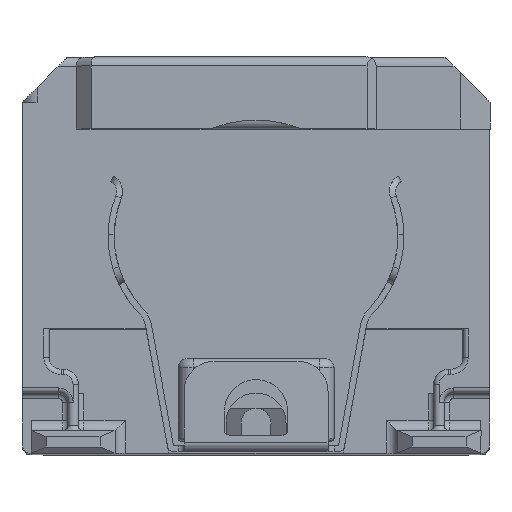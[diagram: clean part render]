
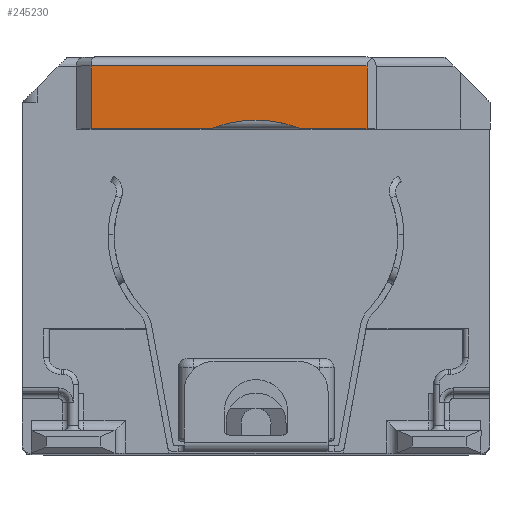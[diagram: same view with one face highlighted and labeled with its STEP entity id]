
A CAD part, top view. The second image highlights one B-rep face of the part: STEP entity #245230.
In plain terms, the highlighted planar face has unit normal (0, 0, 1).
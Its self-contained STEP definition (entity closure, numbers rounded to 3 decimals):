
#126180=CARTESIAN_POINT('',(-5.5,7.53,47.36));
#126190=VERTEX_POINT('',#126180);
#176170=CARTESIAN_POINT('',(-1.52,5.43,47.36));
#176180=VERTEX_POINT('',#176170);
#176210=CARTESIAN_POINT('',(0.,1.73,47.36)
);
#176220=DIRECTION('',(0.,0.,1.));
#176230=DIRECTION('',(-1.,0.,0.));
#176240=AXIS2_PLACEMENT_3D('',#176210,#176220,#176230);
#176250=CIRCLE('',#176240,4.);
#176260=CARTESIAN_POINT('',(1.52,5.43,47.36));
#176270=VERTEX_POINT('',#176260);
#176280=EDGE_CURVE('',#176270,#176180,#176250,.T.);
#176550=CARTESIAN_POINT('',(-5.5,5.43,47.36));
#176560=VERTEX_POINT('',#176550);
#176610=CARTESIAN_POINT('',(-5.5,5.43,47.36));
#176620=DIRECTION('',(0.,1.,0.));
#176630=VECTOR('',#176620,1000.);
#176640=LINE('',#176610,#176630);
#176650=EDGE_CURVE('',#176560,#126190,#176640,.T.);
#176820=CARTESIAN_POINT('',(4.,7.53,47.36));
#176830=DIRECTION('',(1.,0.,0.));
#176840=VECTOR('',#176830,1000.);
#176850=LINE('',#176820,#176840);
#176860=CARTESIAN_POINT('',(3.7,7.53,47.36));
#176870=VERTEX_POINT('',#176860);
#176880=EDGE_CURVE('',#126190,#176870,#176850,.T.);
#177220=CARTESIAN_POINT('',(3.7,5.43,47.36));
#177230=VERTEX_POINT('',#177220);
#177260=CARTESIAN_POINT('',(3.7,5.43,47.36));
#177270=DIRECTION('',(0.,-1.,0.));
#177280=VECTOR('',#177270,1000.);
#177290=LINE('',#177260,#177280);
#177300=EDGE_CURVE('',#176870,#177230,#177290,.T.);
#184440=CARTESIAN_POINT('',(4.,5.43,47.36));
#184450=DIRECTION('',(-1.,0.,0.));
#184460=VECTOR('',#184450,1000.);
#184470=LINE('',#184440,#184460);
#184480=EDGE_CURVE('',#176180,#176560,#184470,.T.);
#245050=CARTESIAN_POINT('',(4.,5.43,47.36));
#245060=DIRECTION('',(0.,0.,-1.));
#245070=DIRECTION('',(-1.,0.,0.));
#245080=AXIS2_PLACEMENT_3D('',#245050,#245060,#245070);
#245090=PLANE('',#245080);
#245100=ORIENTED_EDGE('',*,*,#177300,.F.);
#245110=CARTESIAN_POINT('',(6.8,5.43,47.36));
#245120=DIRECTION('',(-1.,0.,0.));
#245130=VECTOR('',#245120,1000.);
#245140=LINE('',#245110,#245130);
#245150=EDGE_CURVE('',#177230,#176270,#245140,.T.);
#245160=ORIENTED_EDGE('',*,*,#245150,.F.);
#245170=ORIENTED_EDGE('',*,*,#176280,.F.);
#245180=ORIENTED_EDGE('',*,*,#184480,.F.);
#245190=ORIENTED_EDGE('',*,*,#176650,.F.);
#245200=ORIENTED_EDGE('',*,*,#176880,.F.);
#245210=EDGE_LOOP('',(#245200,#245190,#245180,#245170,#245160,#245100));
#245220=FACE_OUTER_BOUND('',#245210,.T.);
#245230=ADVANCED_FACE('',(#245220),#245090,.F.);
